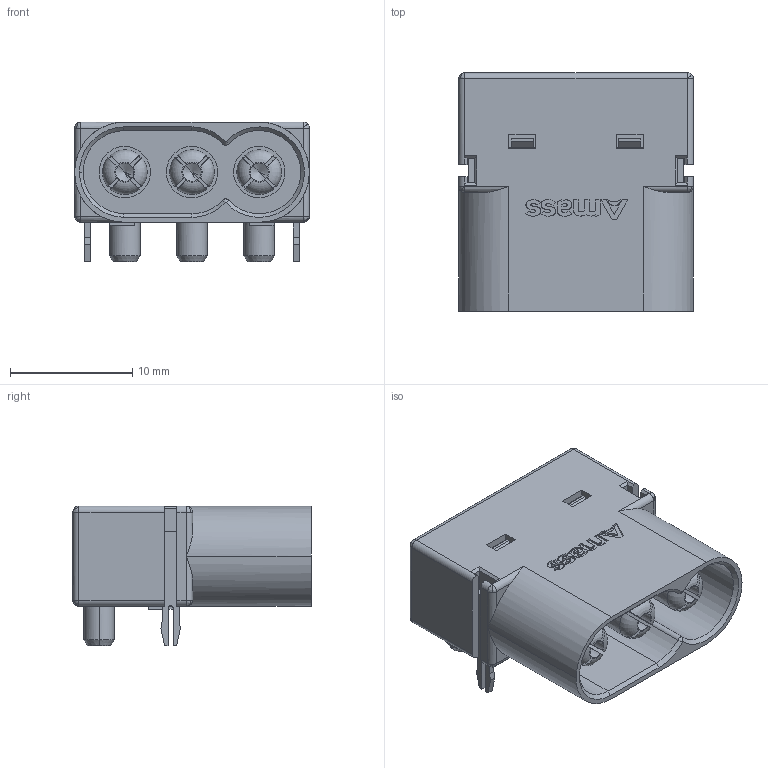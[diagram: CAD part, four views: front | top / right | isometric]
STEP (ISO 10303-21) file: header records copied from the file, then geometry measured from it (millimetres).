
FILE_DESCRIPTION (( 'STEP AP214' ), '1' );
FILE_NAME ('MR60PW-M 3D DRAWING.STEP', '2020-11-18T00:51:19', ( 'PC' ), ( '' ), 'SwSTEP 2.0', 'SolidWorks 2015', '' );
FILE_SCHEMA (( 'AUTOMOTIVE_DESIGN' ));
Length unit declared in the file: millimetre
Products named in the file (1): MR60PW-M 3D DRAWING
Bounding box: 19.2 x 19.5 x 11.45 mm (x, y, z)
Volume: 1711.4 mm3; surface area: 3221.5 mm2
Topology: 1 solids, 4 shells, 794 faces, 2193 edges, 1409 vertices
Faces by surface type: plane 610, cylinder 80, bspline 56, cone 36, torus 12
Entity records: 27524 total; most frequent: CARTESIAN_POINT 7660, ORIENTED_EDGE 4336, DIRECTION 3750, EDGE_CURVE 2168, LINE 1736, VECTOR 1736, VERTEX_POINT 1409, AXIS2_PLACEMENT_3D 1007
